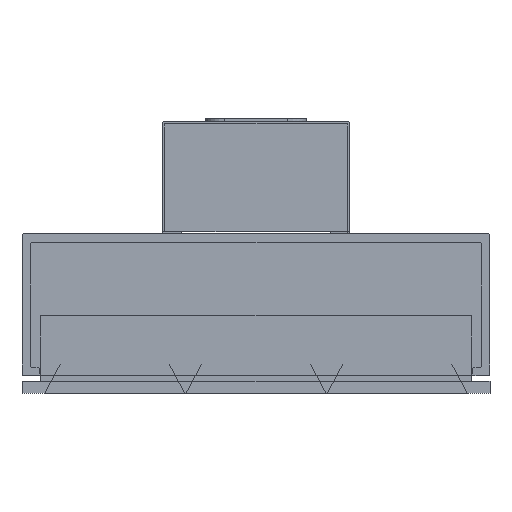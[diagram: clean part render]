
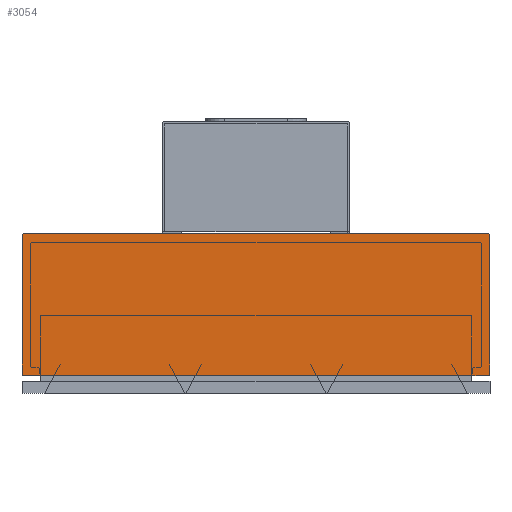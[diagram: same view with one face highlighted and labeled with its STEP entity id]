
A CAD part, front view. The second image highlights one B-rep face of the part: STEP entity #3054.
In plain terms, the highlighted planar face has unit normal (0, -1, 0).
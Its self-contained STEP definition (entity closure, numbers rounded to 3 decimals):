
#3054=ADVANCED_FACE('',(#4264),#17919,.T.);
#4264=FACE_OUTER_BOUND('',#5474,.T.);
#5474=EDGE_LOOP('',(#6935,#6936,#6937,#6938,#6939,#6940,#6941,#6942,#6943));
#6935=ORIENTED_EDGE('',*,*,#12737,.T.);
#6936=ORIENTED_EDGE('',*,*,#12741,.T.);
#6937=ORIENTED_EDGE('',*,*,#12744,.T.);
#6938=ORIENTED_EDGE('',*,*,#12747,.T.);
#6939=ORIENTED_EDGE('',*,*,#12750,.T.);
#6940=ORIENTED_EDGE('',*,*,#12753,.T.);
#6941=ORIENTED_EDGE('',*,*,#12756,.T.);
#6942=ORIENTED_EDGE('',*,*,#12759,.T.);
#6943=ORIENTED_EDGE('',*,*,#12761,.T.);
#12737=EDGE_CURVE('',#15906,#15905,#15678,.T.);
#12741=EDGE_CURVE('',#15905,#15908,#15682,.T.);
#12744=EDGE_CURVE('',#15908,#15910,#15685,.T.);
#12747=EDGE_CURVE('',#15910,#15912,#15688,.T.);
#12750=EDGE_CURVE('',#15912,#15914,#15691,.T.);
#12753=EDGE_CURVE('',#15914,#15916,#15694,.T.);
#12756=EDGE_CURVE('',#15916,#15918,#15697,.T.);
#12759=EDGE_CURVE('',#15918,#15920,#15700,.T.);
#12761=EDGE_CURVE('',#15920,#15906,#15702,.T.);
#15678=(
BOUNDED_CURVE()
B_SPLINE_CURVE(2,(#21555,#21556,#21557),.UNSPECIFIED.,.F.,.F.)
B_SPLINE_CURVE_WITH_KNOTS((3,3),(-251.027,-247.827),
 .UNSPECIFIED.)
CURVE()
GEOMETRIC_REPRESENTATION_ITEM()
RATIONAL_B_SPLINE_CURVE((1.,1.,1.))
REPRESENTATION_ITEM('')
);
#15682=(
BOUNDED_CURVE()
B_SPLINE_CURVE(2,(#21565,#21566,#21567),.UNSPECIFIED.,.F.,.F.)
B_SPLINE_CURVE_WITH_KNOTS((3,3),(-247.827,-247.513),
 .UNSPECIFIED.)
CURVE()
GEOMETRIC_REPRESENTATION_ITEM()
RATIONAL_B_SPLINE_CURVE((1.,0.707,1.))
REPRESENTATION_ITEM('')
);
#15685=(
BOUNDED_CURVE()
B_SPLINE_CURVE(2,(#21573,#21574,#21575),.UNSPECIFIED.,.F.,.F.)
B_SPLINE_CURVE_WITH_KNOTS((3,3),(-247.513,-217.413),
 .UNSPECIFIED.)
CURVE()
GEOMETRIC_REPRESENTATION_ITEM()
RATIONAL_B_SPLINE_CURVE((1.,1.,1.))
REPRESENTATION_ITEM('')
);
#15688=(
BOUNDED_CURVE()
B_SPLINE_CURVE(2,(#21581,#21582,#21583),.UNSPECIFIED.,.F.,.F.)
B_SPLINE_CURVE_WITH_KNOTS((3,3),(-217.413,-217.099),
 .UNSPECIFIED.)
CURVE()
GEOMETRIC_REPRESENTATION_ITEM()
RATIONAL_B_SPLINE_CURVE((1.,0.707,1.))
REPRESENTATION_ITEM('')
);
#15691=(
BOUNDED_CURVE()
B_SPLINE_CURVE(2,(#21589,#21590,#21591),.UNSPECIFIED.,.F.,.F.)
B_SPLINE_CURVE_WITH_KNOTS((3,3),(-217.099,-117.499),
 .UNSPECIFIED.)
CURVE()
GEOMETRIC_REPRESENTATION_ITEM()
RATIONAL_B_SPLINE_CURVE((1.,1.,1.))
REPRESENTATION_ITEM('')
);
#15694=(
BOUNDED_CURVE()
B_SPLINE_CURVE(2,(#21597,#21598,#21599),.UNSPECIFIED.,.F.,.F.)
B_SPLINE_CURVE_WITH_KNOTS((3,3),(-117.499,-117.185),
 .UNSPECIFIED.)
CURVE()
GEOMETRIC_REPRESENTATION_ITEM()
RATIONAL_B_SPLINE_CURVE((1.,0.707,1.))
REPRESENTATION_ITEM('')
);
#15697=(
BOUNDED_CURVE()
B_SPLINE_CURVE(2,(#21605,#21606,#21607),.UNSPECIFIED.,.F.,.F.)
B_SPLINE_CURVE_WITH_KNOTS((3,3),(-117.185,-87.085),
 .UNSPECIFIED.)
CURVE()
GEOMETRIC_REPRESENTATION_ITEM()
RATIONAL_B_SPLINE_CURVE((1.,1.,1.))
REPRESENTATION_ITEM('')
);
#15700=(
BOUNDED_CURVE()
B_SPLINE_CURVE(2,(#21613,#21614,#21615),.UNSPECIFIED.,.F.,.F.)
B_SPLINE_CURVE_WITH_KNOTS((3,3),(-87.085,-86.771),
 .UNSPECIFIED.)
CURVE()
GEOMETRIC_REPRESENTATION_ITEM()
RATIONAL_B_SPLINE_CURVE((1.,0.707,1.))
REPRESENTATION_ITEM('')
);
#15702=(
BOUNDED_CURVE()
B_SPLINE_CURVE(2,(#21619,#21620,#21621),.UNSPECIFIED.,.F.,.F.)
B_SPLINE_CURVE_WITH_KNOTS((3,3),(-86.771,-83.571),
 .UNSPECIFIED.)
CURVE()
GEOMETRIC_REPRESENTATION_ITEM()
RATIONAL_B_SPLINE_CURVE((1.,1.,1.))
REPRESENTATION_ITEM('')
);
#15905=VERTEX_POINT('',#21534);
#15906=VERTEX_POINT('',#21535);
#15908=VERTEX_POINT('',#21537);
#15910=VERTEX_POINT('',#21539);
#15912=VERTEX_POINT('',#21541);
#15914=VERTEX_POINT('',#21543);
#15916=VERTEX_POINT('',#21545);
#15918=VERTEX_POINT('',#21547);
#15920=VERTEX_POINT('',#21549);
#17919=PLANE('',#19102);
#19102=AXIS2_PLACEMENT_3D('',#21531,#20316,$);
#20316=DIRECTION('',(0.,-1.,0.));
#21531=CARTESIAN_POINT('',(62.5,-1121.511,1.412));
#21534=CARTESIAN_POINT('',(49.8,-1121.511,-32.9));
#21535=CARTESIAN_POINT('',(46.6,-1121.511,-32.9));
#21537=CARTESIAN_POINT('',(50.,-1121.511,-32.7));
#21539=CARTESIAN_POINT('',(50.,-1121.511,-2.6));
#21541=CARTESIAN_POINT('',(49.8,-1121.511,-2.4));
#21543=CARTESIAN_POINT('',(-49.8,-1121.511,-2.4));
#21545=CARTESIAN_POINT('',(-50.,-1121.511,-2.6));
#21547=CARTESIAN_POINT('',(-50.,-1121.511,-32.7));
#21549=CARTESIAN_POINT('',(-49.8,-1121.511,-32.9));
#21555=CARTESIAN_POINT('',(46.6,-1121.511,-32.9));
#21556=CARTESIAN_POINT('',(48.2,-1121.511,-32.9));
#21557=CARTESIAN_POINT('',(49.8,-1121.511,-32.9));
#21565=CARTESIAN_POINT('',(49.8,-1121.511,-32.9));
#21566=CARTESIAN_POINT('',(50.,-1121.511,-32.9));
#21567=CARTESIAN_POINT('',(50.,-1121.511,-32.7));
#21573=CARTESIAN_POINT('',(50.,-1121.511,-32.7));
#21574=CARTESIAN_POINT('',(50.,-1121.511,-17.65));
#21575=CARTESIAN_POINT('',(50.,-1121.511,-2.6));
#21581=CARTESIAN_POINT('',(50.,-1121.511,-2.6));
#21582=CARTESIAN_POINT('',(50.,-1121.511,-2.4));
#21583=CARTESIAN_POINT('',(49.8,-1121.511,-2.4));
#21589=CARTESIAN_POINT('',(49.8,-1121.511,-2.4));
#21590=CARTESIAN_POINT('',(0.,-1121.511,-2.4));
#21591=CARTESIAN_POINT('',(-49.8,-1121.511,-2.4));
#21597=CARTESIAN_POINT('',(-49.8,-1121.511,-2.4));
#21598=CARTESIAN_POINT('',(-50.,-1121.511,-2.4));
#21599=CARTESIAN_POINT('',(-50.,-1121.511,-2.6));
#21605=CARTESIAN_POINT('',(-50.,-1121.511,-2.6));
#21606=CARTESIAN_POINT('',(-50.,-1121.511,-17.65));
#21607=CARTESIAN_POINT('',(-50.,-1121.511,-32.7));
#21613=CARTESIAN_POINT('',(-50.,-1121.511,-32.7));
#21614=CARTESIAN_POINT('',(-50.,-1121.511,-32.9));
#21615=CARTESIAN_POINT('',(-49.8,-1121.511,-32.9));
#21619=CARTESIAN_POINT('',(-49.8,-1121.511,-32.9));
#21620=CARTESIAN_POINT('',(-48.2,-1121.511,-32.9));
#21621=CARTESIAN_POINT('',(46.6,-1121.511,-32.9));
